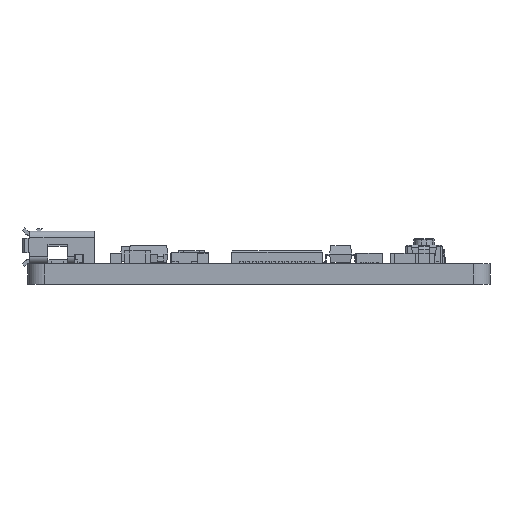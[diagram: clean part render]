
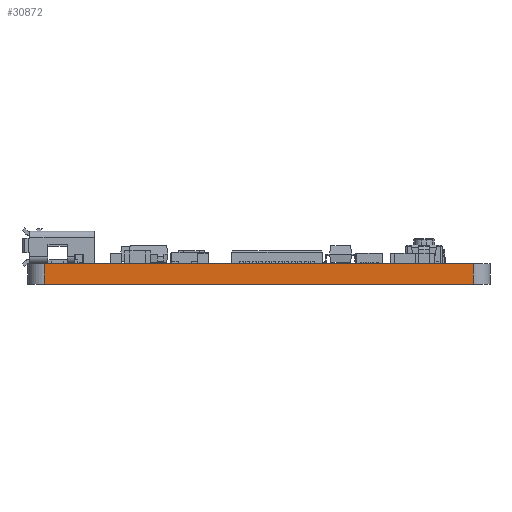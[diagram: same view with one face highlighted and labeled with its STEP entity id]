
A CAD part, front view. The second image highlights one B-rep face of the part: STEP entity #30872.
In plain terms, the highlighted planar face has unit normal (0, -1, 0).
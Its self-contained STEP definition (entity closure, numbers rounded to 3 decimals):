
#509=PLANE('',#32934);
#1837=FACE_OUTER_BOUND('',#3475,.T.);
#3475=EDGE_LOOP('',(#21046,#21047,#21048,#21049));
#5342=LINE('',#44152,#9003);
#5343=LINE('',#44155,#9004);
#5344=LINE('',#44157,#9005);
#5345=LINE('',#44158,#9006);
#9003=VECTOR('',#35799,10.);
#9004=VECTOR('',#35802,10.);
#9005=VECTOR('',#35803,10.);
#9006=VECTOR('',#35804,10.);
#13489=VERTEX_POINT('',#44148);
#13490=VERTEX_POINT('',#44150);
#13491=VERTEX_POINT('',#44154);
#13492=VERTEX_POINT('',#44156);
#16486=EDGE_CURVE('',#13489,#13490,#5342,.T.);
#16487=EDGE_CURVE('',#13491,#13489,#5343,.T.);
#16488=EDGE_CURVE('',#13492,#13490,#5344,.T.);
#16489=EDGE_CURVE('',#13491,#13492,#5345,.T.);
#21046=ORIENTED_EDGE('',*,*,#16487,.T.);
#21047=ORIENTED_EDGE('',*,*,#16486,.T.);
#21048=ORIENTED_EDGE('',*,*,#16488,.F.);
#21049=ORIENTED_EDGE('',*,*,#16489,.F.);
#30872=ADVANCED_FACE('',(#1837),#509,.T.);
#32934=AXIS2_PLACEMENT_3D('',#44153,#35800,#35801);
#35799=DIRECTION('',(0.,0.,1.));
#35800=DIRECTION('center_axis',(0.,-1.,0.));
#35801=DIRECTION('ref_axis',(1.,0.,0.));
#35802=DIRECTION('',(1.,0.,0.));
#35803=DIRECTION('',(1.,0.,0.));
#35804=DIRECTION('',(0.,0.,1.));
#44148=CARTESIAN_POINT('',(34.29,0.,0.));
#44150=CARTESIAN_POINT('',(34.29,0.,1.57));
#44152=CARTESIAN_POINT('',(34.29,0.,0.));
#44153=CARTESIAN_POINT('Origin',(1.27,0.,0.));
#44154=CARTESIAN_POINT('',(1.27,0.,0.));
#44155=CARTESIAN_POINT('',(1.27,0.,0.));
#44156=CARTESIAN_POINT('',(1.27,0.,1.57));
#44157=CARTESIAN_POINT('',(1.27,0.,1.57));
#44158=CARTESIAN_POINT('',(1.27,0.,0.));
